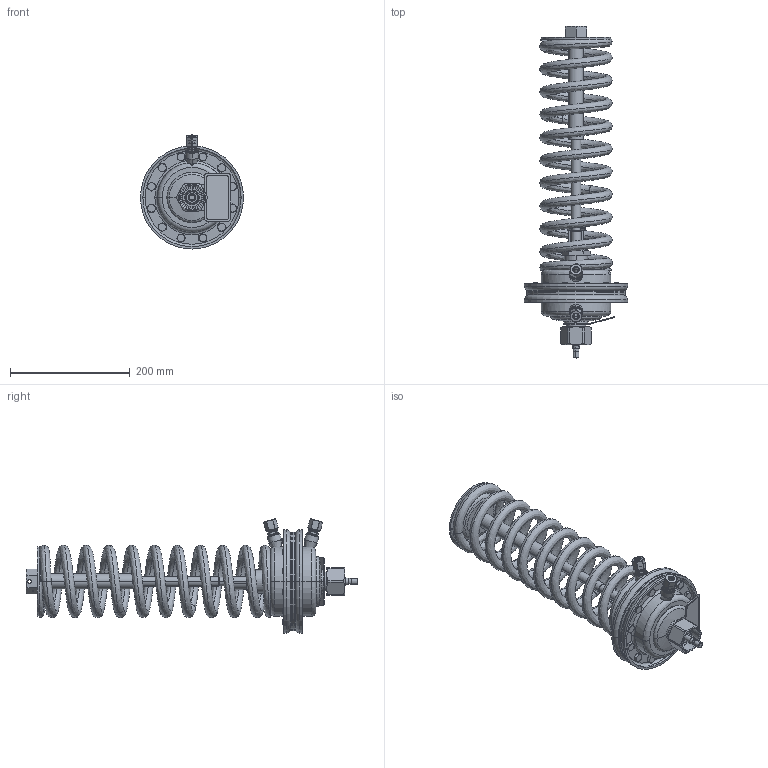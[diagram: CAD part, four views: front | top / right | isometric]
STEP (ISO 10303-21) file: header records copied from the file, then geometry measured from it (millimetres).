
FILE_DESCRIPTION((''),'2;1');
FILE_NAME('003G1000_AFD_DN15-125_ASM','2015-03-11T',('u317927'),('Danfoss'),'PRO/ENGINEER BY PARAMETRIC TECHNOLOGY CORPORATION, 2014000','PRO/ENGINEER BY PARAMETRIC TECHNOLOGY CORPORATION, 2014000','');
FILE_SCHEMA(('CONFIG_CONTROL_DESIGN'));
Length unit declared in the file: millimetre
Products named in the file (33): 8881043_1; 8863040_1; 8881045_1; 88814260_ASM_1_ASM; 8881031_1; 8881053_1; 8863003_1; 88635030_ASM_1_ASM; 51840140_1; 5201742_1; 5191731_1; 88810420_1; 8539087_1; 88630530_1; 88630570_1; 8863013_1; 5221571_1; 8863029_1; 8863022_1; TESNILO_18X14_1; 8863078_1; PRIKLJUCEK_MATICA_1; PRIKLJUCEK_VST_1; 5181799_1; 8863023_1; MANIFOLD_SOLID_BREP_26573; MANIFOLD_SOLID_BREP_27960; 5521168_1_ASM; 88630240_1; 88810400_1; 85390130_1; 003G1000_ASM_1_ASM; 003G1000_AFD_DN15-125_ASM
Assembly tree (75 placements, depth 4):
  003G1000_AFD_DN15-125_ASM
    003G1000_ASM_1_ASM
      88814260_ASM_1_ASM
        8881043_1
        8863040_1
        8881045_1
      8881031_1  x3
      8881053_1
      88635030_ASM_1_ASM
        8881043_1
        8863003_1
        8881045_1
      51840140_1  x12
      5201742_1  x12
      5191731_1  x12
      88810420_1
      8539087_1
      88630530_1
      88630570_1
      8863013_1
      5221571_1
      8863029_1
      8863022_1
      TESNILO_18X14_1  x2
      8863078_1  x2
      PRIKLJUCEK_MATICA_1  x2
      PRIKLJUCEK_VST_1  x2
      5181799_1  x3
      8863023_1
      5521168_1_ASM
        MANIFOLD_SOLID_BREP_26573
        MANIFOLD_SOLID_BREP_27960
      88630240_1
      88810400_1
      85390130_1
Bounding box: 172 x 553.75 x 190.24 mm (x, y, z)
Volume: 1439897 mm3; surface area: 651376.5 mm2
Topology: 71 solids, 102 shells, 1854 faces, 4361 edges, 2715 vertices
Faces by surface type: cylinder 668, plane 492, cone 462, torus 156, sphere 64, bspline 12
Entity records: 32100 total; most frequent: CARTESIAN_POINT 9709, DIRECTION 5130, ORIENTED_EDGE 4158, AXIS2_PLACEMENT_3D 2254, EDGE_CURVE 2107, VERTEX_POINT 1363, CIRCLE 1197, EDGE_LOOP 1056
